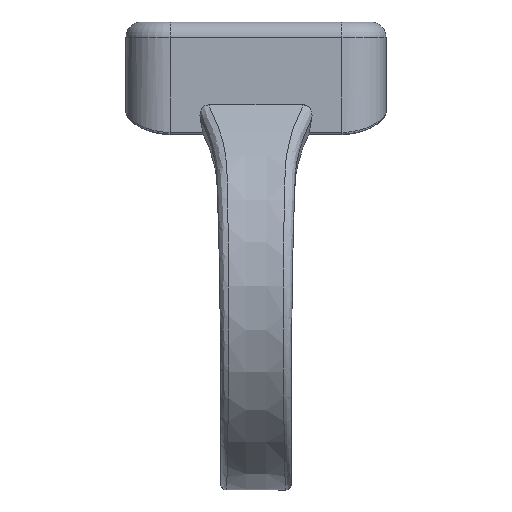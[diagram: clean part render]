
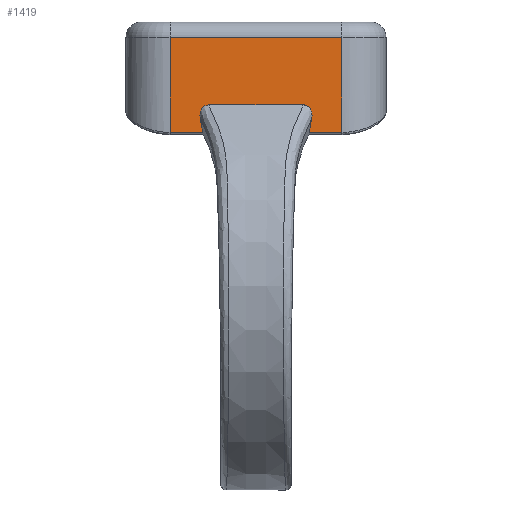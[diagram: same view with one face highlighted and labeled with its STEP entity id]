
A CAD part, left-side view. The second image highlights one B-rep face of the part: STEP entity #1419.
In plain terms, the highlighted planar face has unit normal (-1, 0, 0).
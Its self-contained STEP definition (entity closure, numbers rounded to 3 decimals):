
#101=LINE('',#4779,#143);
#107=LINE('',#4801,#149);
#112=LINE('',#4894,#154);
#127=LINE('',#5132,#169);
#143=VECTOR('',#1608,10.);
#149=VECTOR('',#1624,10.);
#154=VECTOR('',#1655,10.);
#169=VECTOR('',#1712,10.);
#182=PLANE('',#1513);
#251=FACE_OUTER_BOUND('',#323,.T.);
#323=EDGE_LOOP('',(#1317,#1318,#1319,#1320));
#594=VERTEX_POINT('',#4734);
#607=VERTEX_POINT('',#4772);
#613=VERTEX_POINT('',#4800);
#627=VERTEX_POINT('',#4877);
#812=EDGE_CURVE('',#607,#594,#101,.T.);
#820=EDGE_CURVE('',#613,#594,#107,.T.);
#838=EDGE_CURVE('',#613,#627,#112,.T.);
#868=EDGE_CURVE('',#627,#607,#127,.T.);
#1317=ORIENTED_EDGE('',*,*,#812,.F.);
#1318=ORIENTED_EDGE('',*,*,#868,.F.);
#1319=ORIENTED_EDGE('',*,*,#838,.F.);
#1320=ORIENTED_EDGE('',*,*,#820,.T.);
#1419=ADVANCED_FACE('',(#251),#182,.T.);
#1513=AXIS2_PLACEMENT_3D('',#5131,#1710,#1711);
#1608=DIRECTION('',(0.,-1.,0.));
#1624=DIRECTION('',(0.,0.,1.));
#1655=DIRECTION('',(0.,1.,0.));
#1710=DIRECTION('center_axis',(-1.,0.,0.));
#1711=DIRECTION('ref_axis',(0.,-1.,0.));
#1712=DIRECTION('',(0.,0.,1.));
#4734=CARTESIAN_POINT('',(-4.7,-3.9,11.273));
#4772=CARTESIAN_POINT('',(-4.7,3.9,11.273));
#4779=CARTESIAN_POINT('',(-4.7,1.95,11.273));
#4800=CARTESIAN_POINT('',(-4.7,-3.9,6.969));
#4801=CARTESIAN_POINT('',(-4.7,-3.9,7.973));
#4877=CARTESIAN_POINT('',(-4.7,3.9,6.969));
#4894=CARTESIAN_POINT('',(-4.7,0.,6.969));
#5131=CARTESIAN_POINT('Origin',(-4.7,3.9,7.973));
#5132=CARTESIAN_POINT('',(-4.7,3.9,7.973));
